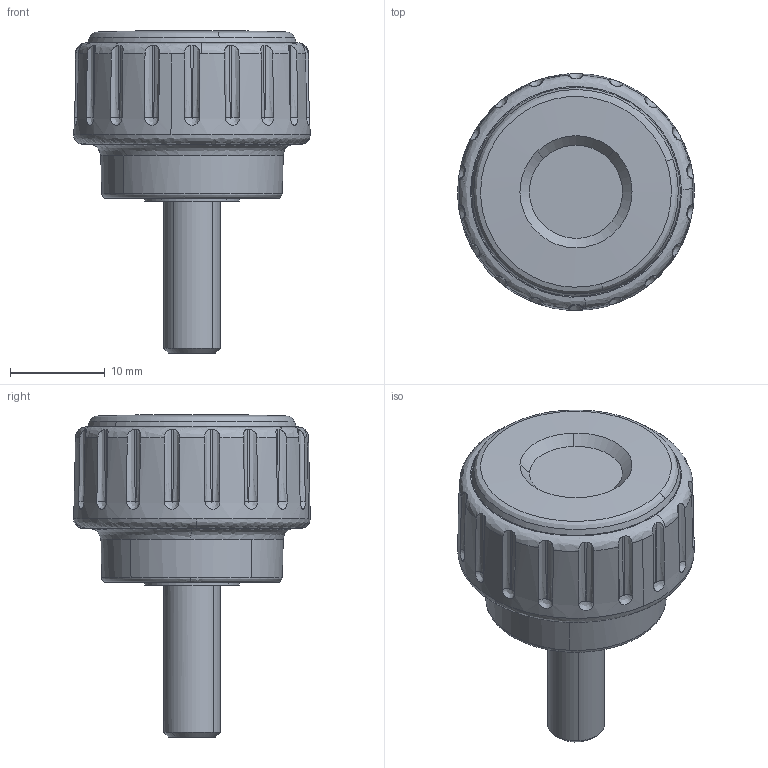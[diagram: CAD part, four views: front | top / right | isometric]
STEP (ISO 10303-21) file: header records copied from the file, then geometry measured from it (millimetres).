
FILE_DESCRIPTION((''),'2;1');
FILE_NAME('','2006-02-22T16:23:52',(''),(''),'','CADfix','');
FILE_SCHEMA(('AUTOMOTIVE_DESIGN'));
Length unit declared in the file: millimetre
Products named in the file (3): screw; knob; KDMS_25_M6_16_WH_23850_36
Assembly tree (2 placements, depth 2):
  KDMS_25_M6_16_WH_23850_36
    screw
    knob
Bounding box: 24.96 x 24.95 x 33.94 mm (x, y, z)
Volume: 7531.1 mm3; surface area: 3034.9 mm2
Topology: 2 solids, 2 shells, 110 faces, 366 edges, 266 vertices
Faces by surface type: bspline 110
Entity records: 9062 total; most frequent: CARTESIAN_POINT 6885, ORIENTED_EDGE 732, EDGE_CURVE 366, VERTEX_POINT 266, B_SPLINE_CURVE_WITH_KNOTS 254, EDGE_LOOP 116, QUASI_UNIFORM_CURVE 112, FACE_OUTER_BOUND 110
